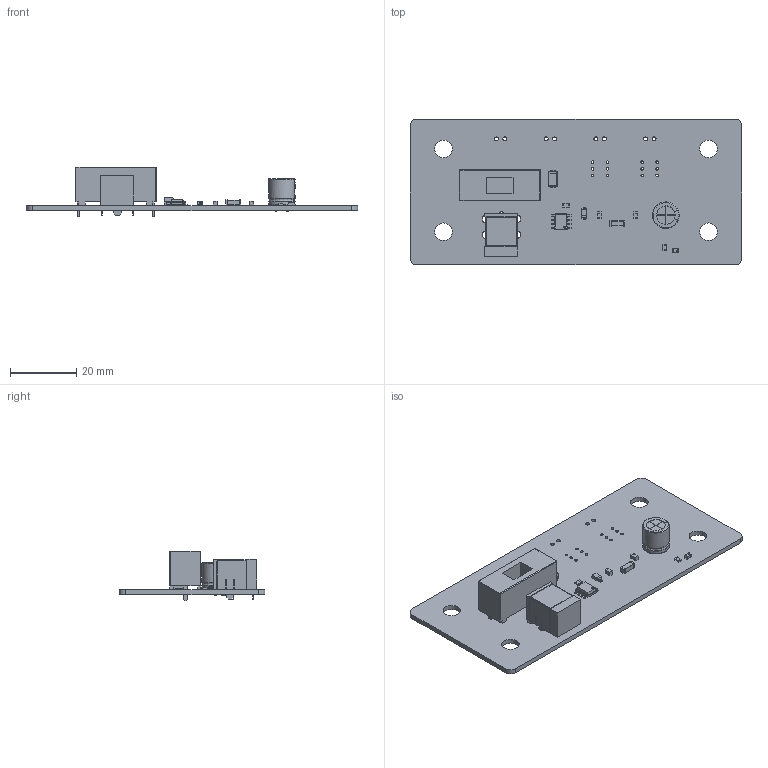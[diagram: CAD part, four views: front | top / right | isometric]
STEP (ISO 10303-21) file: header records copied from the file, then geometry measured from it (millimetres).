
FILE_DESCRIPTION(('KiCad electronic assembly'),'2;1');
FILE_NAME('PowerDeliveryBoard.step','2025-05-01T21:46:56',('Pcbnew'),( 'Kicad'),'Open CASCADE STEP processor 7.8','KiCad to STEP converter' ,'Unknown');
FILE_SCHEMA(('AUTOMOTIVE_DESIGN { 1 0 10303 214 1 1 1 1 }'));
Length unit declared in the file: millimetre
Products named in the file (12): PowerDeliveryBoard 1; C_0805_2012Metric; D_0805_2012Metric; CP_Radial_D8.0mm_P3.50mm; Fuseholder_Cylinder-5x20mm_Stelvio-Kontek_PTF78_Horizontal_Open; R_0805_2012Metric; BarrelJack_CUI_PJ-063AH_Horizontal; D_SMA; L_1806_4516Metric; SOIC-8_3.9x4.9mm_P1.27mm; D_SOD-123; PowerDeliveryBoard_PCB
Assembly tree (13 placements, depth 2):
  PowerDeliveryBoard 1
    C_0805_2012Metric  x2
    D_0805_2012Metric
    CP_Radial_D8.0mm_P3.50mm
    Fuseholder_Cylinder-5x20mm_Stelvio-Kontek_PTF78_Horizontal_Open
    R_0805_2012Metric  x2
    BarrelJack_CUI_PJ-063AH_Horizontal
    D_SMA
    L_1806_4516Metric
    SOIC-8_3.9x4.9mm_P1.27mm
    D_SOD-123
    PowerDeliveryBoard_PCB
Bounding box: 100 x 44 x 15 mm (x, y, z)
Volume: 9976.3 mm3; surface area: 12675 mm2
Topology: 14 solids, 15 shells, 702 faces, 1800 edges, 1144 vertices
Faces by surface type: plane 432, cylinder 181, bspline 76, revolution 6, sphere 5, torus 2
Full cylindrical faces by diameter (mm): 0.5 x2, 0.6 x1, 0.8 x14, 1.2 x8, 1.5 x4, 1.7 x1, 2 x1, 5.3 x4, 6.5 x1
Entity records: 24587 total; most frequent: CARTESIAN_POINT 4656, ORIENTED_EDGE 3310, DIRECTION 3030, EDGE_CURVE 1655, LINE 1192, VECTOR 1192, VERTEX_POINT 1052, AXIS2_PLACEMENT_3D 916
